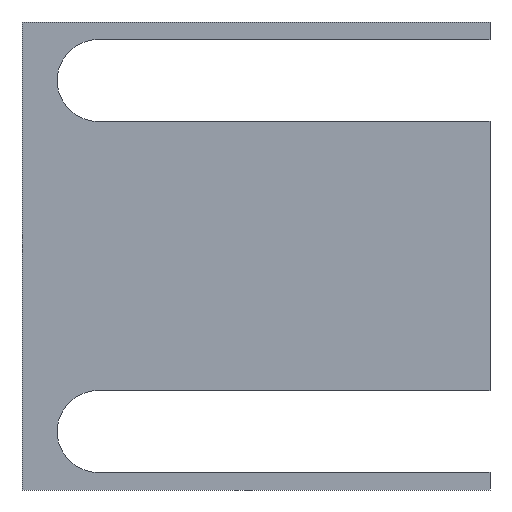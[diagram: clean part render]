
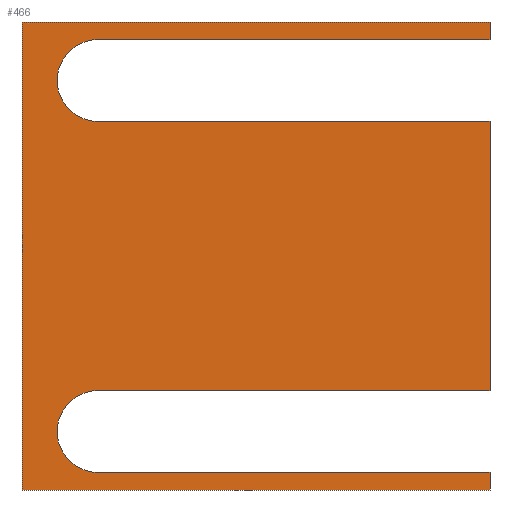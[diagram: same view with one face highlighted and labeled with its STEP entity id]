
A CAD part, left-side view. The second image highlights one B-rep face of the part: STEP entity #466.
In plain terms, the highlighted planar face has unit normal (-1, 0, 0).
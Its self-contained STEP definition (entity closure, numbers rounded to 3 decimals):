
#20 = EDGE_LOOP ( 'NONE', ( #29, #27, #30, #26, #28, #31, #32, #38, #37, #36, #35, #34 ) ) ;
#26 = ORIENTED_EDGE ( 'NONE', *, *, #406, .F. ) ;
#27 = ORIENTED_EDGE ( 'NONE', *, *, #405, .F. ) ;
#28 = ORIENTED_EDGE ( 'NONE', *, *, #400, .F. ) ;
#29 = ORIENTED_EDGE ( 'NONE', *, *, #398, .F. ) ;
#30 = ORIENTED_EDGE ( 'NONE', *, *, #402, .F. ) ;
#31 = ORIENTED_EDGE ( 'NONE', *, *, #403, .T. ) ;
#32 = ORIENTED_EDGE ( 'NONE', *, *, #404, .F. ) ;
#34 = ORIENTED_EDGE ( 'NONE', *, *, #411, .F. ) ;
#35 = ORIENTED_EDGE ( 'NONE', *, *, #410, .F. ) ;
#36 = ORIENTED_EDGE ( 'NONE', *, *, #409, .T. ) ;
#37 = ORIENTED_EDGE ( 'NONE', *, *, #408, .F. ) ;
#38 = ORIENTED_EDGE ( 'NONE', *, *, #407, .F. ) ;
#105 = VECTOR ( 'NONE', #285, 1000. ) ;
#108 = LINE ( 'NONE', #284, #105 ) ;
#111 = VECTOR ( 'NONE', #288, 1000. ) ;
#114 = LINE ( 'NONE', #287, #117 ) ;
#115 = LINE ( 'NONE', #286, #111 ) ;
#116 = LINE ( 'NONE', #298, #126 ) ;
#117 = VECTOR ( 'NONE', #290, 1000. ) ;
#118 = VECTOR ( 'NONE', #295, 1000. ) ;
#119 = LINE ( 'NONE', #296, #125 ) ;
#120 = LINE ( 'NONE', #294, #123 ) ;
#121 = LINE ( 'NONE', #289, #118 ) ;
#122 = CIRCLE ( 'NONE', #436, 7. ) ;
#123 = VECTOR ( 'NONE', #297, 1000. ) ;
#124 = LINE ( 'NONE', #300, #128 ) ;
#125 = VECTOR ( 'NONE', #299, 1000. ) ;
#126 = VECTOR ( 'NONE', #301, 1000. ) ;
#127 = VECTOR ( 'NONE', #308, 1000. ) ;
#128 = VECTOR ( 'NONE', #303, 1000. ) ;
#129 = LINE ( 'NONE', #307, #127 ) ;
#132 = LINE ( 'NONE', #302, #134 ) ;
#133 = CIRCLE ( 'NONE', #447, 7. ) ;
#134 = VECTOR ( 'NONE', #310, 1000. ) ;
#150 = FACE_OUTER_BOUND ( 'NONE', #20, .T. ) ;
#229 = VERTEX_POINT ( 'NONE', #270 ) ;
#230 = VERTEX_POINT ( 'NONE', #271 ) ;
#231 = VERTEX_POINT ( 'NONE', #272 ) ;
#232 = VERTEX_POINT ( 'NONE', #273 ) ;
#235 = VERTEX_POINT ( 'NONE', #276 ) ;
#236 = VERTEX_POINT ( 'NONE', #277 ) ;
#237 = VERTEX_POINT ( 'NONE', #278 ) ;
#238 = VERTEX_POINT ( 'NONE', #279 ) ;
#239 = VERTEX_POINT ( 'NONE', #280 ) ;
#240 = VERTEX_POINT ( 'NONE', #281 ) ;
#241 = VERTEX_POINT ( 'NONE', #282 ) ;
#245 = VERTEX_POINT ( 'NONE', #283 ) ;
#270 = CARTESIAN_POINT ( 'NONE',  ( 0., 0., 40. ) ) ;
#271 = CARTESIAN_POINT ( 'NONE',  ( 0., 80., 40. ) ) ;
#272 = CARTESIAN_POINT ( 'NONE',  ( 0., 67., 37. ) ) ;
#273 = CARTESIAN_POINT ( 'NONE',  ( 0., 0., 37. ) ) ;
#276 = CARTESIAN_POINT ( 'NONE',  ( 0., 0., -37. ) ) ;
#277 = CARTESIAN_POINT ( 'NONE',  ( 0., 0., -40. ) ) ;
#278 = CARTESIAN_POINT ( 'NONE',  ( 0., 80., -40. ) ) ;
#279 = CARTESIAN_POINT ( 'NONE',  ( 0., 67., -37. ) ) ;
#280 = CARTESIAN_POINT ( 'NONE',  ( 0., 0., 23. ) ) ;
#281 = CARTESIAN_POINT ( 'NONE',  ( 0., 67., 23. ) ) ;
#282 = CARTESIAN_POINT ( 'NONE',  ( 0., 0., -23. ) ) ;
#283 = CARTESIAN_POINT ( 'NONE',  ( 0., 67., -23. ) ) ;
#284 = CARTESIAN_POINT ( 'NONE',  ( 0., 0., 40. ) ) ;
#285 = DIRECTION ( 'NONE',  ( 0., -1., 0. ) ) ;
#286 = CARTESIAN_POINT ( 'NONE',  ( 0., 0., -37. ) ) ;
#287 = CARTESIAN_POINT ( 'NONE',  ( 0., 80., -40. ) ) ;
#288 = DIRECTION ( 'NONE',  ( 0., -1., 0. ) ) ;
#289 = CARTESIAN_POINT ( 'NONE',  ( 0., 67., -23. ) ) ;
#290 = DIRECTION ( 'NONE',  ( 0., 1., 0. ) ) ;
#291 = CARTESIAN_POINT ( 'NONE',  ( 0., 67., -30. ) ) ;
#292 = DIRECTION ( 'NONE',  ( 1., 0., 0. ) ) ;
#293 = DIRECTION ( 'NONE',  ( 0., 0., 1. ) ) ;
#294 = CARTESIAN_POINT ( 'NONE',  ( 0., 80., 40. ) ) ;
#295 = DIRECTION ( 'NONE',  ( 0., 1., 0. ) ) ;
#296 = CARTESIAN_POINT ( 'NONE',  ( 0., 0., -40. ) ) ;
#297 = DIRECTION ( 'NONE',  ( 0., 0., 1. ) ) ;
#298 = CARTESIAN_POINT ( 'NONE',  ( 0., 0., -23. ) ) ;
#299 = DIRECTION ( 'NONE',  ( 0., 0., -1. ) ) ;
#300 = CARTESIAN_POINT ( 'NONE',  ( 0., 0., 23. ) ) ;
#301 = DIRECTION ( 'NONE',  ( 0., 0., -1. ) ) ;
#302 = CARTESIAN_POINT ( 'NONE',  ( 0., 0., 37. ) ) ;
#303 = DIRECTION ( 'NONE',  ( 0., -1., 0. ) ) ;
#304 = CARTESIAN_POINT ( 'NONE',  ( 0., 67., 30. ) ) ;
#305 = DIRECTION ( 'NONE',  ( 1., 0., 0. ) ) ;
#306 = DIRECTION ( 'NONE',  ( 0., 0., 1. ) ) ;
#307 = CARTESIAN_POINT ( 'NONE',  ( 0., 67., 37. ) ) ;
#308 = DIRECTION ( 'NONE',  ( 0., 1., 0. ) ) ;
#310 = DIRECTION ( 'NONE',  ( 0., 0., -1. ) ) ;
#360 = CARTESIAN_POINT ( 'NONE',  ( 0., 0., 0. ) ) ;
#363 = PLANE ( 'NONE',  #449 ) ;
#365 = DIRECTION ( 'NONE',  ( 1., 0., 0. ) ) ;
#366 = DIRECTION ( 'NONE',  ( 0., 0., -1. ) ) ;
#398 = EDGE_CURVE ( 'NONE', #230, #229, #108, .T. ) ;
#400 = EDGE_CURVE ( 'NONE', #238, #235, #115, .T. ) ;
#402 = EDGE_CURVE ( 'NONE', #236, #237, #114, .T. ) ;
#403 = EDGE_CURVE ( 'NONE', #238, #245, #122, .T. ) ;
#404 = EDGE_CURVE ( 'NONE', #241, #245, #121, .T. ) ;
#405 = EDGE_CURVE ( 'NONE', #237, #230, #120, .T. ) ;
#406 = EDGE_CURVE ( 'NONE', #235, #236, #119, .T. ) ;
#407 = EDGE_CURVE ( 'NONE', #239, #241, #116, .T. ) ;
#408 = EDGE_CURVE ( 'NONE', #240, #239, #124, .T. ) ;
#409 = EDGE_CURVE ( 'NONE', #240, #231, #133, .T. ) ;
#410 = EDGE_CURVE ( 'NONE', #232, #231, #129, .T. ) ;
#411 = EDGE_CURVE ( 'NONE', #229, #232, #132, .T. ) ;
#436 = AXIS2_PLACEMENT_3D ( 'NONE', #291, #292, #293 ) ;
#447 = AXIS2_PLACEMENT_3D ( 'NONE', #304, #305, #306 ) ;
#449 = AXIS2_PLACEMENT_3D ( 'NONE', #360, #365, #366 ) ;
#466 = ADVANCED_FACE ( 'NONE', ( #150 ), #363, .F. ) ;
